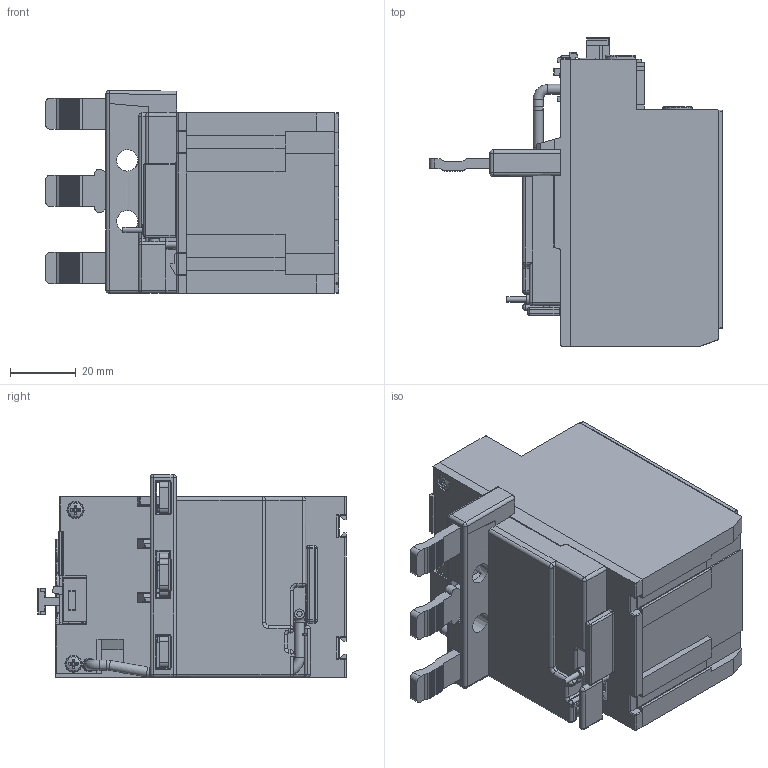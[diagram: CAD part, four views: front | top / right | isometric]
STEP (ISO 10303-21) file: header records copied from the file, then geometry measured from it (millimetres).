
FILE_DESCRIPTION(/* description */ (''),/* implementation_level */ '2;1');
FILE_NAME(/* name */ 'RF110.stp',/* time_stamp */ '2019-07-22T16:23:46+02:00',/* author */ (''),/* organization */ (''),/* preprocessor_version */ 'ST-DEVELOPER v16',/* originating_system */ 'SIEMENS PLM Software NX 10.0',/* authorisation */ '');
FILE_SCHEMA (('AP203_CONFIGURATION_CONTROLLED_3D_DESIGN_OF_MECHANICAL_PARTS_AND_ASSEMBLIES_MIM_LF { 1 0 10303 403 2 1 2}'));
Products named in the file (1): Rugg30145E0316ij
Bounding box: 89.3 x 94 x 61.82 mm (x, y, z)
Surface area: 63220.4 mm2 (no closed solid volume)
Topology: 0 solids, 69 shells, 1504 faces, 6069 edges, 4471 vertices
Faces by surface type: plane 906, cylinder 361, bspline 101, torus 54, sphere 42, cone 40
Full cylindrical faces by diameter (mm): 1.6 x1, 2.8 x1, 3 x6, 3.48 x4, 5.2 x2, 7 x3, 9 x3
Entity records: 64143 total; most frequent: CARTESIAN_POINT 15165, DIRECTION 9882, ORIENTED_EDGE 9107, EDGE_CURVE 5954, VERTEX_POINT 4452, LINE 4186, VECTOR 4186, AXIS2_PLACEMENT_3D 2848
